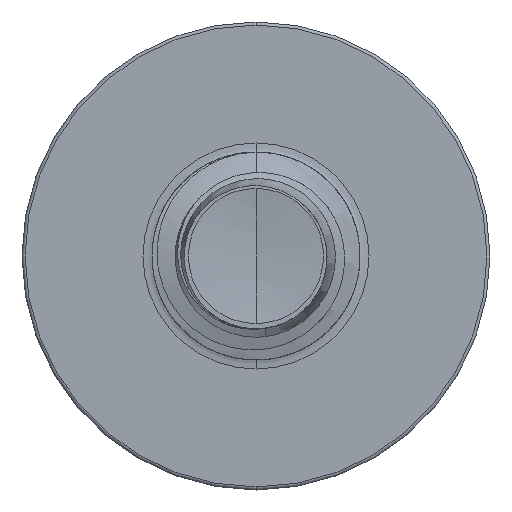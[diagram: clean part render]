
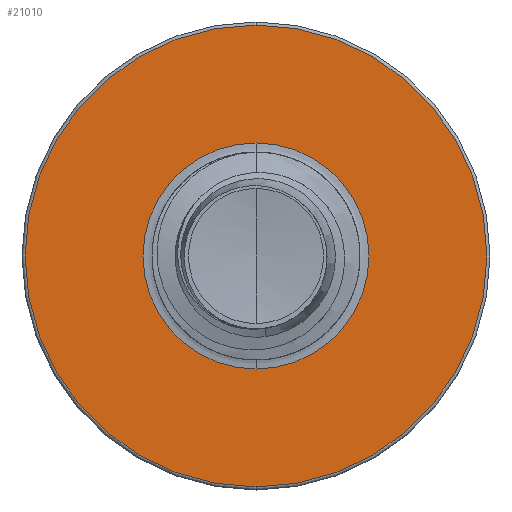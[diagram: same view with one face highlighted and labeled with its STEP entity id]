
A CAD part, front view. The second image highlights one B-rep face of the part: STEP entity #21010.
In plain terms, the highlighted planar face has unit normal (0, -1, 0).
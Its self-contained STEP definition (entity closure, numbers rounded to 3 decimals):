
#660 = AXIS2_PLACEMENT_3D ( 'NONE', #18837, #6864, #20868 ) ;
#1336 = AXIS2_PLACEMENT_3D ( 'NONE', #7440, #21464, #9429 ) ;
#3091 = DIRECTION ( 'NONE',  ( 0., 0., 1. ) ) ;
#3539 = VERTEX_POINT ( 'NONE', #15172 ) ;
#5700 = VERTEX_POINT ( 'NONE', #14535 ) ;
#6003 = EDGE_LOOP ( 'NONE', ( #6392, #21975 ) ) ;
#6078 = CARTESIAN_POINT ( 'NONE',  ( 0., 12.5, 2.174 ) ) ;
#6392 = ORIENTED_EDGE ( 'NONE', *, *, #12147, .T. ) ;
#6864 = DIRECTION ( 'NONE',  ( 0., 1., 0. ) ) ;
#7007 = DIRECTION ( 'NONE',  ( 0., 1., 0. ) ) ;
#7092 = EDGE_LOOP ( 'NONE', ( #25424, #7718 ) ) ;
#7440 = CARTESIAN_POINT ( 'NONE',  ( 0., 12.5, 0. ) ) ;
#7718 = ORIENTED_EDGE ( 'NONE', *, *, #20582, .F. ) ;
#8082 = DIRECTION ( 'NONE',  ( 0., 1., 0. ) ) ;
#8345 = FACE_BOUND ( 'NONE', #6003, .T. ) ;
#8377 = VERTEX_POINT ( 'NONE', #14841 ) ;
#8505 = CARTESIAN_POINT ( 'NONE',  ( 0., 12.5, -2.174 ) ) ;
#9429 = DIRECTION ( 'NONE',  ( 0., 0., 1. ) ) ;
#10568 = CIRCLE ( 'NONE', #1336, 2.174 ) ;
#10874 = CIRCLE ( 'NONE', #15913, 4.44 ) ;
#12147 = EDGE_CURVE ( 'NONE', #13800, #5700, #10568, .T. ) ;
#12970 = PLANE ( 'NONE',  #18121 ) ;
#13049 = FACE_OUTER_BOUND ( 'NONE', #7092, .T. ) ;
#13800 = VERTEX_POINT ( 'NONE', #6078 ) ;
#14535 = CARTESIAN_POINT ( 'NONE',  ( 0., 12.5, -2.174 ) ) ;
#14841 = CARTESIAN_POINT ( 'NONE',  ( 0., 12.5, -4.44 ) ) ;
#14986 = DIRECTION ( 'NONE',  ( 0., 1., 0. ) ) ;
#15172 = CARTESIAN_POINT ( 'NONE',  ( 0., 12.5, 4.44 ) ) ;
#15913 = AXIS2_PLACEMENT_3D ( 'NONE', #20095, #8082, #22115 ) ;
#17776 = AXIS2_PLACEMENT_3D ( 'NONE', #18984, #7007, #21024 ) ;
#18121 = AXIS2_PLACEMENT_3D ( 'NONE', #8505, #14986, #3091 ) ;
#18837 = CARTESIAN_POINT ( 'NONE',  ( 0., 12.5, 0. ) ) ;
#18984 = CARTESIAN_POINT ( 'NONE',  ( 0., 12.5, 0. ) ) ;
#19432 = EDGE_CURVE ( 'NONE', #5700, #13800, #25347, .T. ) ;
#20095 = CARTESIAN_POINT ( 'NONE',  ( 0., 12.5, 0. ) ) ;
#20582 = EDGE_CURVE ( 'NONE', #8377, #3539, #10874, .T. ) ;
#20868 = DIRECTION ( 'NONE',  ( 0., 0., 1. ) ) ;
#21010 = ADVANCED_FACE ( 'NONE', ( #13049, #8345 ), #12970, .F. ) ;
#21024 = DIRECTION ( 'NONE',  ( 0., 0., 1. ) ) ;
#21464 = DIRECTION ( 'NONE',  ( 0., 1., 0. ) ) ;
#21975 = ORIENTED_EDGE ( 'NONE', *, *, #19432, .T. ) ;
#22115 = DIRECTION ( 'NONE',  ( 0., 0., 1. ) ) ;
#23160 = EDGE_CURVE ( 'NONE', #3539, #8377, #25609, .T. ) ;
#25347 = CIRCLE ( 'NONE', #17776, 2.174 ) ;
#25424 = ORIENTED_EDGE ( 'NONE', *, *, #23160, .F. ) ;
#25609 = CIRCLE ( 'NONE', #660, 4.44 ) ;
